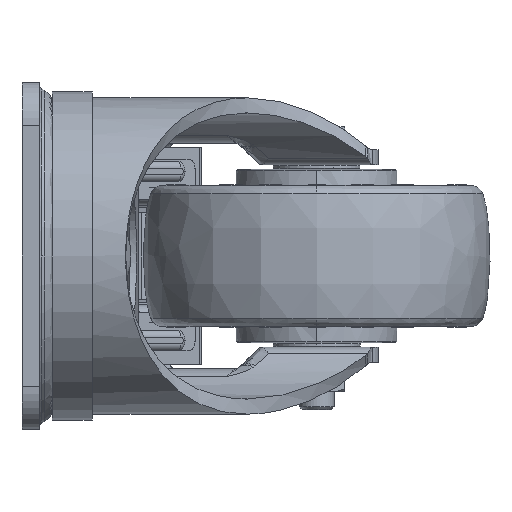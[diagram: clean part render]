
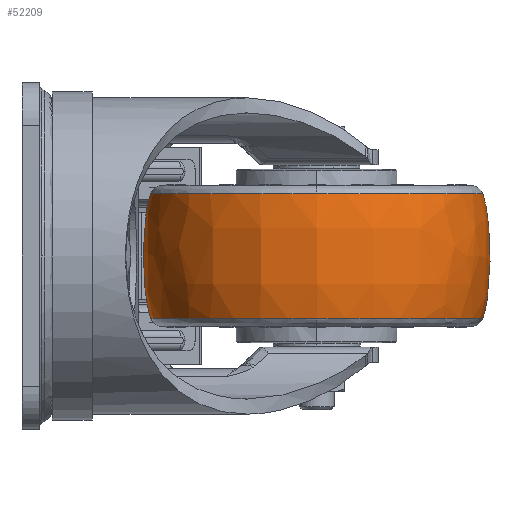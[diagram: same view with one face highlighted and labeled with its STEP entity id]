
A CAD part, left-side view. The second image highlights one B-rep face of the part: STEP entity #52209.
In plain terms, the highlighted free-form (B-spline) face has degree [3, 3] with [4, 4] control points.
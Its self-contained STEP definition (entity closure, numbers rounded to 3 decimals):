
#2712 = CARTESIAN_POINT ( 'NONE',  ( 40., -29.682, 14.374 ) ) ;
#3389 = DIRECTION ( 'NONE',  ( 0., 0., 1. ) ) ;
#3562 = DIRECTION ( 'NONE',  ( -1., 0., 0. ) ) ;
#4642 = CARTESIAN_POINT ( 'NONE',  ( -41.791, -108.895, -7.653 ) ) ;
#5831 = CARTESIAN_POINT ( 'NONE',  ( 40., -106.317, 14.374 ) ) ;
#7030 = CARTESIAN_POINT ( 'NONE',  ( 1.682, -67.999, 14.374 ) ) ;
#8201 = VERTEX_POINT ( 'NONE', #14851 ) ;
#9546 = CARTESIAN_POINT ( 'NONE',  ( 40., -27.104, 7.653 ) ) ;
#9856 = VERTEX_POINT ( 'NONE', #2712 ) ;
#9944 = CIRCLE ( 'NONE', #32177, 38.318 ) ;
#12553 = VERTEX_POINT ( 'NONE', #30475 ) ;
#12820 = DIRECTION ( 'NONE',  ( 0., 0., -1. ) ) ;
#14118 = ORIENTED_EDGE ( 'NONE', *, *, #59360, .F. ) ;
#14478 = CARTESIAN_POINT ( 'NONE',  ( -41.791, -108.895, 7.653 ) ) ;
#14495 = ORIENTED_EDGE ( 'NONE', *, *, #39854, .F. ) ;
#14851 = CARTESIAN_POINT ( 'NONE',  ( 40., -106.317, 14.374 ) ) ;
#15303 =( BOUNDED_CURVE ( )  B_SPLINE_CURVE ( 3, ( #5831, #39896, #20525, #54630 ),
 .UNSPECIFIED., .F., .F. ) 
 B_SPLINE_CURVE_WITH_KNOTS ( ( 4, 4 ),
 ( 0., 1. ),
 .UNSPECIFIED. ) 
 CURVE ( )  GEOMETRIC_REPRESENTATION_ITEM ( )  RATIONAL_B_SPLINE_CURVE ( ( 1., 0.626, 0.626, 1. ) ) 
 REPRESENTATION_ITEM ( '' )  );
#16644 = ORIENTED_EDGE ( 'NONE', *, *, #45743, .F. ) ;
#17174 = AXIS2_PLACEMENT_3D ( 'NONE', #56286, #27052, #61169 ) ;
#18098 = CARTESIAN_POINT ( 'NONE',  ( 40., -27.104, -7.653 ) ) ;
#19380 = CARTESIAN_POINT ( 'NONE',  ( 40., -29.682, 14.374 ) ) ;
#20525 = CARTESIAN_POINT ( 'NONE',  ( 40., -108.895, -7.653 ) ) ;
#24034 =( BOUNDED_CURVE ( )  B_SPLINE_CURVE ( 3, ( #52189, #18098, #27874, #61983 ),
 .UNSPECIFIED., .F., .F. ) 
 B_SPLINE_CURVE_WITH_KNOTS ( ( 4, 4 ),
 ( 0., 1. ),
 .UNSPECIFIED. ) 
 CURVE ( )  GEOMETRIC_REPRESENTATION_ITEM ( )  RATIONAL_B_SPLINE_CURVE ( ( 1., 0.626, 0.626, 1. ) ) 
 REPRESENTATION_ITEM ( '' )  );
#24055 = CARTESIAN_POINT ( 'NONE',  ( -36.635, -29.682, -14.374 ) ) ;
#24253 = CARTESIAN_POINT ( 'NONE',  ( -36.635, -106.317, 14.374 ) ) ;
#26284 = EDGE_CURVE ( 'NONE', #12553, #44329, #49691, .T. ) ;
#26744 = CIRCLE ( 'NONE', #44404, 38.318 ) ;
#26820 = EDGE_CURVE ( 'NONE', #49160, #9856, #24034, .T. ) ;
#27052 = DIRECTION ( 'NONE',  ( 0., 0., -1. ) ) ;
#27874 = CARTESIAN_POINT ( 'NONE',  ( 40., -27.104, 7.653 ) ) ;
#28930 = CARTESIAN_POINT ( 'NONE',  ( 40., -106.317, -14.374 ) ) ;
#30475 = CARTESIAN_POINT ( 'NONE',  ( 40., -106.317, -14.374 ) ) ;
#32177 = AXIS2_PLACEMENT_3D ( 'NONE', #61975, #32766, #3562 ) ;
#32592 = CARTESIAN_POINT ( 'NONE',  ( 40., -67.999, 14.374 ) ) ;
#32766 = DIRECTION ( 'NONE',  ( 0., 0., 1. ) ) ;
#33441 = CARTESIAN_POINT ( 'NONE',  ( 1.682, -67.999, -14.374 ) ) ;
#33819 = CARTESIAN_POINT ( 'NONE',  ( -41.791, -27.104, -7.653 ) ) ;
#37525 = DIRECTION ( 'NONE',  ( -1., 0., 0. ) ) ;
#38739 = CARTESIAN_POINT ( 'NONE',  ( 40., -108.895, -7.653 ) ) ;
#38950 = ORIENTED_EDGE ( 'NONE', *, *, #50039, .F. ) ;
#39854 = EDGE_CURVE ( 'NONE', #44329, #49160, #58003, .T. ) ;
#39896 = CARTESIAN_POINT ( 'NONE',  ( 40., -108.895, 7.653 ) ) ;
#40753 = FACE_OUTER_BOUND ( 'NONE', #56409, .T. ) ;
#41980 = CARTESIAN_POINT ( 'NONE',  ( 40., -67.999, -14.374 ) ) ;
#42779 = ORIENTED_EDGE ( 'NONE', *, *, #26820, .F. ) ;
#43653 = CARTESIAN_POINT ( 'NONE',  ( -41.791, -27.104, 7.653 ) ) ;
#44329 = VERTEX_POINT ( 'NONE', #33441 ) ;
#44404 = AXIS2_PLACEMENT_3D ( 'NONE', #32592, #3389, #37525 ) ;
#45743 = EDGE_CURVE ( 'NONE', #8201, #12553, #15303, .T. ) ;
#46904 = DIRECTION ( 'NONE',  ( 1., 0., 0. ) ) ;
#47622 = AXIS2_PLACEMENT_3D ( 'NONE', #41980, #12820, #46904 ) ;
#48569 = CARTESIAN_POINT ( 'NONE',  ( 40., -108.895, 7.653 ) ) ;
#49160 = VERTEX_POINT ( 'NONE', #49921 ) ;
#49691 = CIRCLE ( 'NONE', #17174, 38.318 ) ;
#49921 = CARTESIAN_POINT ( 'NONE',  ( 40., -29.682, -14.374 ) ) ;
#50039 = EDGE_CURVE ( 'NONE', #9856, #59228, #9944, .T. ) ;
#52189 = CARTESIAN_POINT ( 'NONE',  ( 40., -29.682, -14.374 ) ) ;
#52209 = ADVANCED_FACE ( 'NONE', ( #40753 ), #62916, .F. ) ;
#52844 = CARTESIAN_POINT ( 'NONE',  ( 40., -29.682, -14.374 ) ) ;
#53460 = CARTESIAN_POINT ( 'NONE',  ( -36.635, -29.682, 14.374 ) ) ;
#54388 = ORIENTED_EDGE ( 'NONE', *, *, #26284, .F. ) ;
#54630 = CARTESIAN_POINT ( 'NONE',  ( 40., -106.317, -14.374 ) ) ;
#56286 = CARTESIAN_POINT ( 'NONE',  ( 40., -67.999, -14.374 ) ) ;
#56409 = EDGE_LOOP ( 'NONE', ( #42779, #14495, #54388, #16644, #14118, #38950 ) ) ;
#58003 = CIRCLE ( 'NONE', #47622, 38.318 ) ;
#58133 = CARTESIAN_POINT ( 'NONE',  ( -36.635, -106.317, -14.374 ) ) ;
#59202 = CARTESIAN_POINT ( 'NONE',  ( 40., -106.317, 14.374 ) ) ;
#59228 = VERTEX_POINT ( 'NONE', #7030 ) ;
#59360 = EDGE_CURVE ( 'NONE', #59228, #8201, #26744, .T. ) ;
#61169 = DIRECTION ( 'NONE',  ( 1., 0., 0. ) ) ;
#61975 = CARTESIAN_POINT ( 'NONE',  ( 40., -67.999, 14.374 ) ) ;
#61983 = CARTESIAN_POINT ( 'NONE',  ( 40., -29.682, 14.374 ) ) ;
#62916 =( BOUNDED_SURFACE ( )  B_SPLINE_SURFACE ( 3, 3, ( 
 ( #52844, #24055, #58133, #28930 ),
 ( #63028, #33819, #4642, #38739 ),
 ( #9546, #43653, #14478, #48569 ),
 ( #19380, #53460, #24253, #59202 ) ),
 .UNSPECIFIED., .F., .F., .T. ) 
 B_SPLINE_SURFACE_WITH_KNOTS ( ( 4, 4 ),
 ( 4, 4 ),
 ( 0., 1. ),
 ( 0., 1. ),
 .UNSPECIFIED. ) 
 GEOMETRIC_REPRESENTATION_ITEM ( )  RATIONAL_B_SPLINE_SURFACE ( (
 ( 1., 0.333, 0.333, 1.),
 ( 0.626, 0.209, 0.209, 0.626),
 ( 0.626, 0.209, 0.209, 0.626),
 ( 1., 0.333, 0.333, 1.) ) ) 
 REPRESENTATION_ITEM ( '' )  SURFACE ( )  );
#63028 = CARTESIAN_POINT ( 'NONE',  ( 40., -27.104, -7.653 ) ) ;
